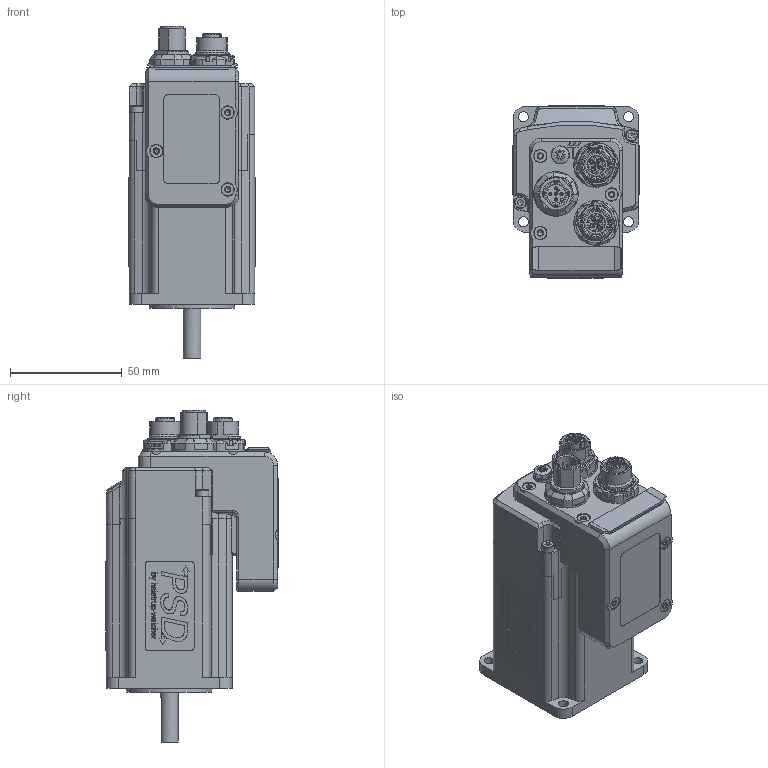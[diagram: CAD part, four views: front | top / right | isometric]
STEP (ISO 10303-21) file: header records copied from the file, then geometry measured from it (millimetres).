
FILE_DESCRIPTION(/* description */ (''),/* implementation_level */ '2;1');
FILE_NAME(/* name */ '7300.016833A.stp',/* time_stamp */ '2020-05-13T15:31:46+02:00',/* author */ ('mzabek'),/* organization */ (''),/* preprocessor_version */ 'ST-DEVELOPER v17',/* originating_system */ 'Autodesk Inventor 2018',/* authorisation */ '');
FILE_SCHEMA (('AUTOMOTIVE_DESIGN { 1 0 10303 214 3 1 1 }'));
Products named in the file (1): ENG-104557
Bounding box: 56.8 x 77.1 x 148.8 mm (x, y, z)
Volume: 352372.4 mm3; surface area: 38703.2 mm2
Topology: 4 solids, 4 shells, 1821 faces, 4987 edges, 3247 vertices
Faces by surface type: plane 840, bspline 476, cylinder 291, cone 146, sphere 38, torus 30
Full cylindrical faces by diameter (mm): 0.6 x3, 0.8 x5, 1 x3, 1.1 x8, 1.2 x2, 1.4 x4, 4.5 x4, 5.5 x2, 5.6 x6, 6 x6, 8 x2, 8.3 x1, 10.4 x1, 10.917 x2, 20 x3, 38.1 x1
Entity records: 65374 total; most frequent: CARTESIAN_POINT 20877, ORIENTED_EDGE 9884, DIRECTION 7198, EDGE_CURVE 4942, VERTEX_POINT 3247, LINE 2536, VECTOR 2536, AXIS2_PLACEMENT_3D 2331
